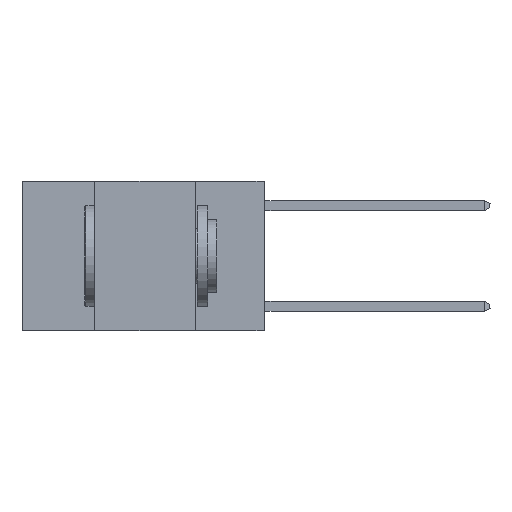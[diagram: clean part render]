
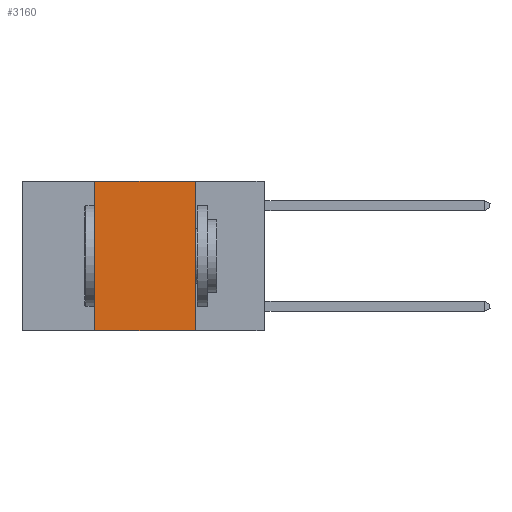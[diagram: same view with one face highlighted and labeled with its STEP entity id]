
A CAD part, left-side view. The second image highlights one B-rep face of the part: STEP entity #3160.
In plain terms, the highlighted planar face has unit normal (-1, 0, 0).
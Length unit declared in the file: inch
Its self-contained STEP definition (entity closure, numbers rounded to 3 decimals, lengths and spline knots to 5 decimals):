
#220 = DIRECTION ( 'NONE',  ( 0., -1., 0. ) ) ;
#385 = DIRECTION ( 'NONE',  ( 0., 0., -1. ) ) ;
#473 = VECTOR ( 'NONE', #220, 39.37008 ) ;
#513 = EDGE_CURVE ( 'NONE', #2685, #8557, #678, .T. ) ;
#678 = LINE ( 'NONE', #8836, #8759 ) ;
#1175 = PLANE ( 'NONE',  #1766 ) ;
#1219 = CARTESIAN_POINT ( 'NONE',  ( 0., 0.42, -0.37 ) ) ;
#1232 = LINE ( 'NONE', #3321, #7819 ) ;
#1509 = ORIENTED_EDGE ( 'NONE', *, *, #5995, .T. ) ;
#1766 = AXIS2_PLACEMENT_3D ( 'NONE', #2871, #4420, #385 ) ;
#1772 = DIRECTION ( 'NONE',  ( 0., -1., 0. ) ) ;
#1957 = FACE_OUTER_BOUND ( 'NONE', #2732, .T. ) ;
#2324 = ORIENTED_EDGE ( 'NONE', *, *, #513, .F. ) ;
#2407 = VERTEX_POINT ( 'NONE', #5517 ) ;
#2685 = VERTEX_POINT ( 'NONE', #4385 ) ;
#2720 = CARTESIAN_POINT ( 'NONE',  ( 0., 0.17, -0.37 ) ) ;
#2732 = EDGE_LOOP ( 'NONE', ( #2324, #5577, #10278, #1509 ) ) ;
#2871 = CARTESIAN_POINT ( 'NONE',  ( 0., 0.6, 0. ) ) ;
#3160 = ADVANCED_FACE ( 'NONE', ( #1957 ), #1175, .F. ) ;
#3321 = CARTESIAN_POINT ( 'NONE',  ( 0., 0.6, -0.37 ) ) ;
#3345 = LINE ( 'NONE', #5048, #473 ) ;
#4140 = LINE ( 'NONE', #10045, #10013 ) ;
#4385 = CARTESIAN_POINT ( 'NONE',  ( 0., 0.17, 0. ) ) ;
#4420 = DIRECTION ( 'NONE',  ( 1., 0., 0. ) ) ;
#5048 = CARTESIAN_POINT ( 'NONE',  ( 0., 0.6, 0. ) ) ;
#5517 = CARTESIAN_POINT ( 'NONE',  ( 0., 0.42, 0. ) ) ;
#5558 = EDGE_CURVE ( 'NONE', #8878, #2407, #4140, .T. ) ;
#5577 = ORIENTED_EDGE ( 'NONE', *, *, #8743, .F. ) ;
#5995 = EDGE_CURVE ( 'NONE', #8878, #8557, #1232, .T. ) ;
#6521 = DIRECTION ( 'NONE',  ( 0., 0., -1. ) ) ;
#7431 = DIRECTION ( 'NONE',  ( 0., 0., 1. ) ) ;
#7819 = VECTOR ( 'NONE', #1772, 39.37008 ) ;
#8557 = VERTEX_POINT ( 'NONE', #2720 ) ;
#8743 = EDGE_CURVE ( 'NONE', #2407, #2685, #3345, .T. ) ;
#8759 = VECTOR ( 'NONE', #6521, 39.37008 ) ;
#8836 = CARTESIAN_POINT ( 'NONE',  ( 0., 0.17, 0. ) ) ;
#8878 = VERTEX_POINT ( 'NONE', #1219 ) ;
#10013 = VECTOR ( 'NONE', #7431, 39.37008 ) ;
#10045 = CARTESIAN_POINT ( 'NONE',  ( 0., 0.42, 0. ) ) ;
#10278 = ORIENTED_EDGE ( 'NONE', *, *, #5558, .F. ) ;
